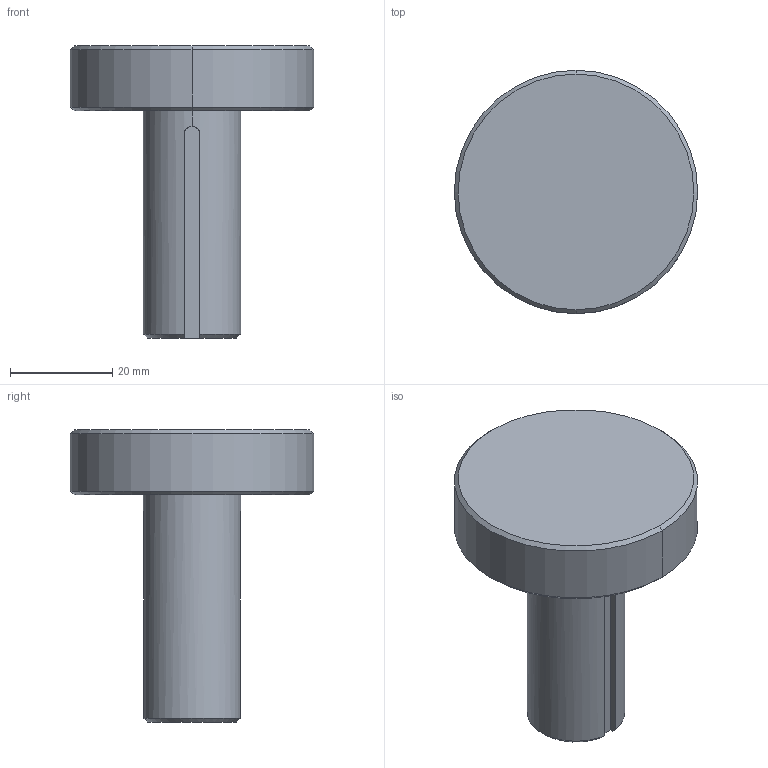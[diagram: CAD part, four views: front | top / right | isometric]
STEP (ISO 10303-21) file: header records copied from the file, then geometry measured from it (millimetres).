
FILE_DESCRIPTION (( 'STEP AP203' ), '1' );
FILE_NAME ('STP-299-045-A48-A88-00(WF.C1-1.5-1.75).STEP', '2021-06-10T03:30:43', ( '' ), ( '' ), 'SwSTEP 2.0', 'SolidWorks 2017', '' );
FILE_SCHEMA (( 'CONFIG_CONTROL_DESIGN' ));
Length unit declared in the file: millimetre
Products named in the file (1): STP-299-045-A48-A88-00(WF.C1-1.5-1.75)
Bounding box: 47.62 x 47.62 x 57.15 mm (x, y, z)
Volume: 34834.5 mm3; surface area: 8189.2 mm2
Topology: 1 solids, 1 shells, 22 faces, 52 edges, 33 vertices
Faces by surface type: plane 9, cylinder 7, cone 6
Entity records: 758 total; most frequent: CARTESIAN_POINT 172, DIRECTION 107, ORIENTED_EDGE 104, EDGE_CURVE 52, AXIS2_PLACEMENT_3D 40, VERTEX_POINT 33, VECTOR 27, LINE 27
